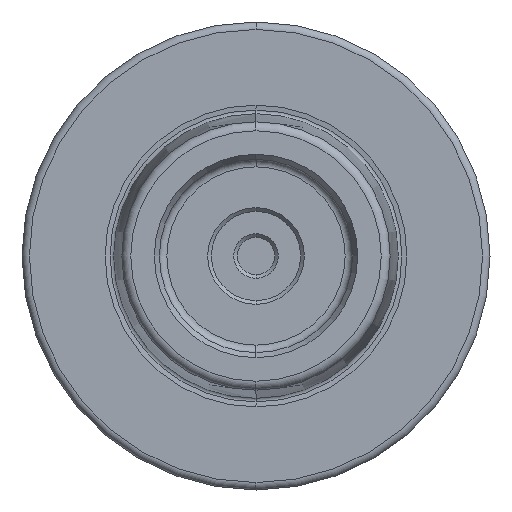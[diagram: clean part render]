
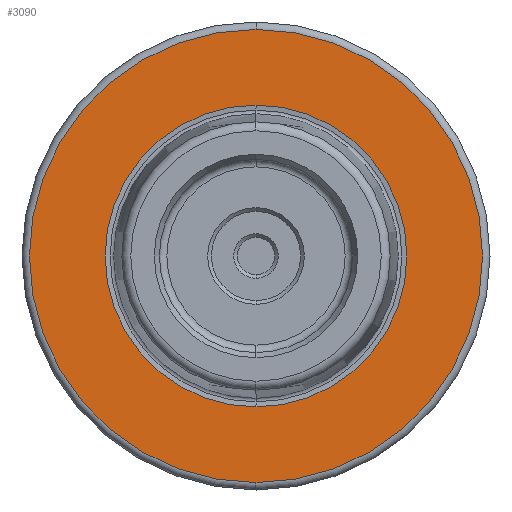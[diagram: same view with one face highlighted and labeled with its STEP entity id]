
A CAD part, left-side view. The second image highlights one B-rep face of the part: STEP entity #3090.
In plain terms, the highlighted planar face has unit normal (-1, 0, 0).
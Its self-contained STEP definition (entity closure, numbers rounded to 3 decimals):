
#1297 = EDGE_CURVE ( 'NONE', #2659, #2623, #22040, .T. ) ;
#1333 = EDGE_CURVE ( 'NONE', #15560, #15498, #22073, .T. ) ;
#2623 = VERTEX_POINT ( 'NONE', #10827 ) ;
#2659 = VERTEX_POINT ( 'NONE', #10156 ) ;
#2661 = ORIENTED_EDGE ( 'NONE', *, *, #1297, .T. ) ;
#2686 = ORIENTED_EDGE ( 'NONE', *, *, #1333, .T. ) ;
#2702 = ORIENTED_EDGE ( 'NONE', *, *, #26807, .T. ) ;
#2727 = ORIENTED_EDGE ( 'NONE', *, *, #26579, .T. ) ;
#3090 = ADVANCED_FACE ( 'NONE', ( #21917, #21938 ), #13083, .T. ) ;
#10156 = CARTESIAN_POINT ( 'NONE',  ( 0., 0., -20.308 ) ) ;
#10827 = CARTESIAN_POINT ( 'NONE',  ( 0., 0., 20.308 ) ) ;
#12184 = AXIS2_PLACEMENT_3D ( 'NONE', #20424, #20397, #20435 ) ;
#12213 = AXIS2_PLACEMENT_3D ( 'NONE', #18219, #18220, #18231 ) ;
#13083 = PLANE ( 'NONE',  #19778 ) ;
#13090 = CARTESIAN_POINT ( 'NONE',  ( 0., 20.308, 0. ) ) ;
#13091 = DIRECTION ( 'NONE',  ( 0., 0., 1. ) ) ;
#13103 = DIRECTION ( 'NONE',  ( -1., 0., 0. ) ) ;
#14265 = CARTESIAN_POINT ( 'NONE',  ( 0., 0., 0. ) ) ;
#14285 = DIRECTION ( 'NONE',  ( 0., 0., 1. ) ) ;
#14300 = DIRECTION ( 'NONE',  ( -1., 0., 0. ) ) ;
#14322 = CARTESIAN_POINT ( 'NONE',  ( 0., 0., 0. ) ) ;
#14323 = DIRECTION ( 'NONE',  ( 1., 0., 0. ) ) ;
#14340 = DIRECTION ( 'NONE',  ( 0., 0., -1. ) ) ;
#15498 = VERTEX_POINT ( 'NONE', #25885 ) ;
#15560 = VERTEX_POINT ( 'NONE', #25903 ) ;
#16144 = AXIS2_PLACEMENT_3D ( 'NONE', #14322, #14323, #14340 ) ;
#16165 = AXIS2_PLACEMENT_3D ( 'NONE', #14265, #14300, #14285 ) ;
#18219 = CARTESIAN_POINT ( 'NONE',  ( 0., 0., 0. ) ) ;
#18220 = DIRECTION ( 'NONE',  ( 1., 0., 0. ) ) ;
#18231 = DIRECTION ( 'NONE',  ( 0., 0., -1. ) ) ;
#19778 = AXIS2_PLACEMENT_3D ( 'NONE', #13090, #13103, #13091 ) ;
#20397 = DIRECTION ( 'NONE',  ( -1., 0., 0. ) ) ;
#20424 = CARTESIAN_POINT ( 'NONE',  ( 0., 0., 0. ) ) ;
#20435 = DIRECTION ( 'NONE',  ( 0., 0., 1. ) ) ;
#21917 = FACE_OUTER_BOUND ( 'NONE', #23709, .T. ) ;
#21938 = FACE_BOUND ( 'NONE', #23720, .T. ) ;
#22040 = CIRCLE ( 'NONE', #16144, 20.308 ) ;
#22073 = CIRCLE ( 'NONE', #16165, 30.5 ) ;
#23709 = EDGE_LOOP ( 'NONE', ( #2702, #2686 ) ) ;
#23720 = EDGE_LOOP ( 'NONE', ( #2727, #2661 ) ) ;
#25885 = CARTESIAN_POINT ( 'NONE',  ( 0., 0., 30.5 ) ) ;
#25903 = CARTESIAN_POINT ( 'NONE',  ( 0., 0., -30.5 ) ) ;
#26298 = CIRCLE ( 'NONE', #12213, 20.308 ) ;
#26393 = CIRCLE ( 'NONE', #12184, 30.5 ) ;
#26579 = EDGE_CURVE ( 'NONE', #2623, #2659, #26298, .T. ) ;
#26807 = EDGE_CURVE ( 'NONE', #15498, #15560, #26393, .T. ) ;
